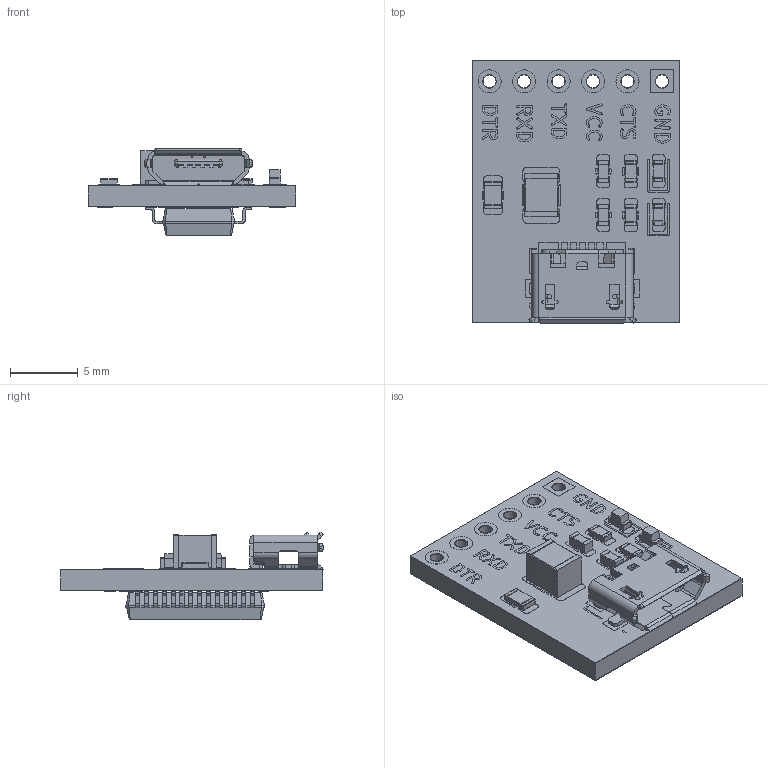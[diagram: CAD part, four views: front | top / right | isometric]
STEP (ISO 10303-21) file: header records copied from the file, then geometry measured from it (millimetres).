
FILE_DESCRIPTION(('KiCad electronic assembly'),'2;1');
FILE_NAME('FTDI_microusb.step','2025-06-13T10:51:39',('Pcbnew'),('Kicad' ),'Open CASCADE STEP processor 7.8','KiCad to STEP converter', 'Unknown');
FILE_SCHEMA(('AUTOMOTIVE_DESIGN { 1 0 10303 214 1 1 1 1 }'));
Length unit declared in the file: millimetre
Products named in the file (12): FTDI_microusb 1; USB_Micro-B_Molex_47346-0001; LED_0603_1608Metric; R_0603_1608Metric; R_0805_2012Metric; C_0603_1608Metric; C_1210_3225Metric; SSOP-28_5.3x10.2mm_P0.65mm; FTDI_microusb_pad; FTDI_microusb_silkscreen; FTDI_microusb_soldermask; FTDI_microusb_PCB
Assembly tree (14 placements, depth 2):
  FTDI_microusb 1
    USB_Micro-B_Molex_47346-0001
    LED_0603_1608Metric  x2
    R_0603_1608Metric  x2
    R_0805_2012Metric
    C_0603_1608Metric  x2
    C_1210_3225Metric
    SSOP-28_5.3x10.2mm_P0.65mm
    FTDI_microusb_pad
    FTDI_microusb_silkscreen
    FTDI_microusb_soldermask
    FTDI_microusb_PCB
Bounding box: 15.27 x 19.33 x 6.48 mm (x, y, z)
Volume: 615.1 mm3; surface area: 2007 mm2
Topology: 84 solids, 131 shells, 1733 faces, 5240 edges, 3711 vertices
Faces by surface type: plane 1259, cylinder 418, bspline 52, sphere 4
Full cylindrical faces by diameter (mm): 0.5 x1, 0.95 x18, 1 x12, 1.7 x10
Entity records: 64767 total; most frequent: CARTESIAN_POINT 10718, DIRECTION 9163, ORIENTED_EDGE 9051, EDGE_CURVE 4963, LINE 3839, VECTOR 3839, VERTEX_POINT 3533, AXIS2_PLACEMENT_3D 2662
